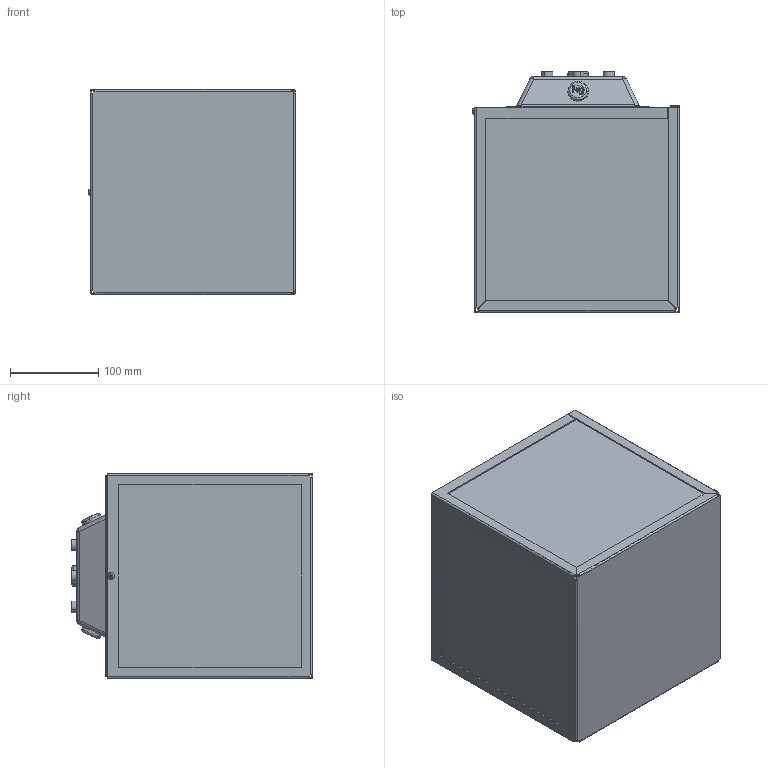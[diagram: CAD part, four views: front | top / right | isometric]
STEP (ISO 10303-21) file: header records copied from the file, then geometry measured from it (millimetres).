
FILE_DESCRIPTION (( 'STEP AP203' ), '1' );
FILE_NAME ('Lofoten 1941.STEP', '2025-10-22T10:18:43', ( '' ), ( '' ), 'SwSTEP 2.0', 'SolidWorks 2024', '' );
FILE_SCHEMA (( 'CONFIG_CONTROL_DESIGN' ));
Length unit declared in the file: millimetre
Products named in the file (12): M94_ASKER_USZCZELKA W1 PRZEWODU_rs; Wkręt walc imb_M4x_rs_M4 x 12; M107_Bla suf w2_rs_W52 sufit; Model 107_Szybka boczna_rs_Bez wyc w4; M107_Moc-spawanie kom_rs_w2; Przelotka gumowa A 6x1_rs_W3; Model 107_Obudowa_rs_xxxw2; Lofoten 1941; M107_Klosz kom_rs_xxxw22_4szyby; Model 107_Szybka boczna_rs_Z wyc w5; M107_Moc kom_rs_w2 sufit; M4 nakrętka okrągła wciskana_rs
Assembly tree (18 placements, depth 4):
  Lofoten 1941
    M107_Klosz kom_rs_xxxw22_4szyby
      Model 107_Obudowa_rs_xxxw2
      Model 107_Szybka boczna_rs_Bez wyc w4  x3
      Model 107_Szybka boczna_rs_Z wyc w5
      M4 nakrętka okrągła wciskana_rs
    M107_Moc kom_rs_w2 sufit
      M107_Moc-spawanie kom_rs_w2
        M107_Bla suf w2_rs_W52 sufit
      M94_ASKER_USZCZELKA W1 PRZEWODU_rs  x3
      Przelotka gumowa A 6x1_rs_W3  x4
    Wkręt walc imb_M4x_rs_M4 x 12
Bounding box: 234.74 x 273.57 x 232.54 mm (x, y, z)
Volume: 989526.2 mm3; surface area: 733691.7 mm2
Topology: 15 solids, 15 shells, 1319 faces, 3408 edges, 2205 vertices
Faces by surface type: plane 724, bspline 224, cylinder 171, cone 124, torus 66, sphere 10
Entity records: 36087 total; most frequent: CARTESIAN_POINT 13313, ORIENTED_EDGE 4764, DIRECTION 4059, EDGE_CURVE 2382, VERTEX_POINT 1537, LINE 1435, VECTOR 1435, AXIS2_PLACEMENT_3D 1312
